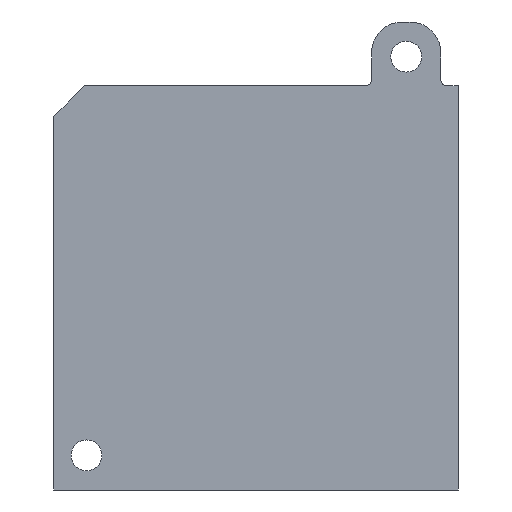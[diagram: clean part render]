
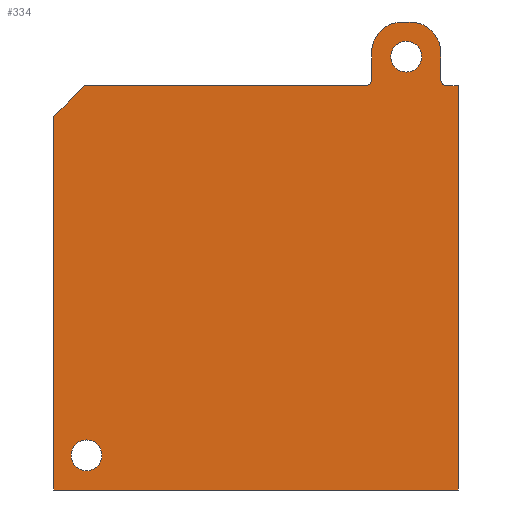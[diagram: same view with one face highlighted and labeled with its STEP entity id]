
A CAD part, front view. The second image highlights one B-rep face of the part: STEP entity #334.
In plain terms, the highlighted planar face has unit normal (0, -1, 0).
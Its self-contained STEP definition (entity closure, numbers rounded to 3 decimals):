
#1=CARTESIAN_POINT('',(7.3,0.,11.));
#2=DIRECTION('',(0.,1.,0.));
#3=DIRECTION('',(-1.,0.,0.));
#4=AXIS2_PLACEMENT_3D('',#1,#2,#3);
#6=CARTESIAN_POINT('',(7.3,0.,11.));
#7=DIRECTION('',(0.,1.,0.));
#8=DIRECTION('',(1.,0.,0.));
#9=AXIS2_PLACEMENT_3D('',#6,#7,#8);
#11=CARTESIAN_POINT('',(-9.3,0.,-9.7));
#12=DIRECTION('',(0.,1.,0.));
#13=DIRECTION('',(-1.,0.,0.));
#14=AXIS2_PLACEMENT_3D('',#11,#12,#13);
#16=CARTESIAN_POINT('',(-9.3,0.,-9.7));
#17=DIRECTION('',(0.,1.,0.));
#18=DIRECTION('',(1.,0.,0.));
#19=AXIS2_PLACEMENT_3D('',#16,#17,#18);
#21=DIRECTION('',(0.,0.,-1.));
#22=VECTOR('',#21,1.4);
#23=CARTESIAN_POINT('',(9.1,0.,11.2));
#24=LINE('',#23,#22);
#25=DIRECTION('',(1.,0.,0.));
#26=VECTOR('',#25,0.6);
#27=CARTESIAN_POINT('',(9.4,0.,9.5));
#28=LINE('',#27,#26);
#29=DIRECTION('',(0.,0.,-1.));
#30=VECTOR('',#29,21.);
#31=CARTESIAN_POINT('',(10.,0.,9.5));
#32=LINE('',#31,#30);
#33=DIRECTION('',(-1.,0.,0.));
#34=VECTOR('',#33,21.);
#35=CARTESIAN_POINT('',(10.,0.,-11.5));
#36=LINE('',#35,#34);
#37=DIRECTION('',(0.,0.,1.));
#38=VECTOR('',#37,19.4);
#39=CARTESIAN_POINT('',(-11.,0.,-11.5));
#40=LINE('',#39,#38);
#41=DIRECTION('',(-0.707,0.,-0.707));
#42=VECTOR('',#41,2.263);
#43=CARTESIAN_POINT('',(-9.4,0.,9.5));
#44=LINE('',#43,#42);
#45=DIRECTION('',(1.,0.,0.));
#46=VECTOR('',#45,14.6);
#47=CARTESIAN_POINT('',(-9.4,0.,9.5));
#48=LINE('',#47,#46);
#49=DIRECTION('',(0.,0.,1.));
#50=VECTOR('',#49,1.4);
#51=CARTESIAN_POINT('',(5.5,0.,9.8));
#52=LINE('',#51,#50);
#53=CARTESIAN_POINT('',(7.1,0.,11.2));
#54=DIRECTION('',(0.,-1.,0.));
#55=DIRECTION('',(0.,0.,1.));
#56=AXIS2_PLACEMENT_3D('',#53,#54,#55);
#58=DIRECTION('',(1.,0.,0.));
#59=VECTOR('',#58,0.4);
#60=CARTESIAN_POINT('',(7.1,0.,12.8));
#61=LINE('',#60,#59);
#62=CARTESIAN_POINT('',(7.5,0.,11.2));
#63=DIRECTION('',(0.,-1.,0.));
#64=DIRECTION('',(1.,0.,0.));
#65=AXIS2_PLACEMENT_3D('',#62,#63,#64);
#153=CARTESIAN_POINT('',(9.4,0.,9.8));
#154=DIRECTION('',(0.,1.,0.));
#155=DIRECTION('',(0.,0.,-1.));
#156=AXIS2_PLACEMENT_3D('',#153,#154,#155);
#187=CARTESIAN_POINT('',(5.2,0.,9.8));
#188=DIRECTION('',(0.,1.,0.));
#189=DIRECTION('',(1.,0.,0.));
#190=AXIS2_PLACEMENT_3D('',#187,#188,#189);
#221=CARTESIAN_POINT('',(10.,0.,9.5));
#222=CARTESIAN_POINT('',(10.,0.,-11.5));
#223=VERTEX_POINT('',#221);
#224=VERTEX_POINT('',#222);
#225=CARTESIAN_POINT('',(-11.,0.,-11.5));
#226=VERTEX_POINT('',#225);
#233=CARTESIAN_POINT('',(6.5,0.,11.));
#234=CARTESIAN_POINT('',(8.1,0.,11.));
#235=VERTEX_POINT('',#233);
#236=VERTEX_POINT('',#234);
#241=CARTESIAN_POINT('',(-10.1,0.,-9.7));
#242=CARTESIAN_POINT('',(-8.5,0.,-9.7));
#243=VERTEX_POINT('',#241);
#244=VERTEX_POINT('',#242);
#249=CARTESIAN_POINT('',(-9.4,0.,9.5));
#250=CARTESIAN_POINT('',(-11.,0.,7.9));
#251=VERTEX_POINT('',#249);
#252=VERTEX_POINT('',#250);
#257=CARTESIAN_POINT('',(7.1,0.,12.8));
#258=CARTESIAN_POINT('',(5.5,0.,11.2));
#259=VERTEX_POINT('',#257);
#260=VERTEX_POINT('',#258);
#265=CARTESIAN_POINT('',(7.5,0.,12.8));
#266=VERTEX_POINT('',#265);
#269=CARTESIAN_POINT('',(9.1,0.,11.2));
#270=VERTEX_POINT('',#269);
#273=CARTESIAN_POINT('',(5.5,0.,9.8));
#275=VERTEX_POINT('',#273);
#277=CARTESIAN_POINT('',(5.2,0.,9.5));
#279=VERTEX_POINT('',#277);
#281=CARTESIAN_POINT('',(9.4,0.,9.5));
#283=VERTEX_POINT('',#281);
#285=CARTESIAN_POINT('',(9.1,0.,9.8));
#287=VERTEX_POINT('',#285);
#289=CARTESIAN_POINT('',(0.,0.,0.));
#290=DIRECTION('',(0.,1.,0.));
#291=DIRECTION('',(-1.,0.,0.));
#292=AXIS2_PLACEMENT_3D('',#289,#290,#291);
#293=PLANE('',#292);
#295=ORIENTED_EDGE('',*,*,#294,.T.);
#297=ORIENTED_EDGE('',*,*,#296,.F.);
#299=ORIENTED_EDGE('',*,*,#298,.T.);
#301=ORIENTED_EDGE('',*,*,#300,.T.);
#303=ORIENTED_EDGE('',*,*,#302,.T.);
#305=ORIENTED_EDGE('',*,*,#304,.T.);
#307=ORIENTED_EDGE('',*,*,#306,.F.);
#309=ORIENTED_EDGE('',*,*,#308,.T.);
#311=ORIENTED_EDGE('',*,*,#310,.F.);
#313=ORIENTED_EDGE('',*,*,#312,.T.);
#315=ORIENTED_EDGE('',*,*,#314,.F.);
#317=ORIENTED_EDGE('',*,*,#316,.T.);
#319=ORIENTED_EDGE('',*,*,#318,.F.);
#320=EDGE_LOOP('',(#295,#297,#299,#301,#303,#305,#307,#309,#311,#313,#315,#317,
#319));
#321=FACE_OUTER_BOUND('',#320,.F.);
#323=ORIENTED_EDGE('',*,*,#322,.F.);
#325=ORIENTED_EDGE('',*,*,#324,.F.);
#326=EDGE_LOOP('',(#323,#325));
#327=FACE_BOUND('',#326,.F.);
#329=ORIENTED_EDGE('',*,*,#328,.F.);
#331=ORIENTED_EDGE('',*,*,#330,.F.);
#332=EDGE_LOOP('',(#329,#331));
#333=FACE_BOUND('',#332,.F.);
#334=ADVANCED_FACE('',(#321,#327,#333),#293,.F.);
#5=CIRCLE('',#4,0.8);
#10=CIRCLE('',#9,0.8);
#15=CIRCLE('',#14,0.8);
#20=CIRCLE('',#19,0.8);
#57=CIRCLE('',#56,1.6);
#66=CIRCLE('',#65,1.6);
#157=CIRCLE('',#156,0.3);
#191=CIRCLE('',#190,0.3);
#294=EDGE_CURVE('',#270,#287,#24,.T.);
#296=EDGE_CURVE('',#283,#287,#157,.T.);
#298=EDGE_CURVE('',#283,#223,#28,.T.);
#300=EDGE_CURVE('',#223,#224,#32,.T.);
#302=EDGE_CURVE('',#224,#226,#36,.T.);
#304=EDGE_CURVE('',#226,#252,#40,.T.);
#306=EDGE_CURVE('',#251,#252,#44,.T.);
#308=EDGE_CURVE('',#251,#279,#48,.T.);
#310=EDGE_CURVE('',#275,#279,#191,.T.);
#312=EDGE_CURVE('',#275,#260,#52,.T.);
#314=EDGE_CURVE('',#259,#260,#57,.T.);
#316=EDGE_CURVE('',#259,#266,#61,.T.);
#318=EDGE_CURVE('',#270,#266,#66,.T.);
#322=EDGE_CURVE('',#243,#244,#15,.T.);
#324=EDGE_CURVE('',#244,#243,#20,.T.);
#328=EDGE_CURVE('',#235,#236,#5,.T.);
#330=EDGE_CURVE('',#236,#235,#10,.T.);
